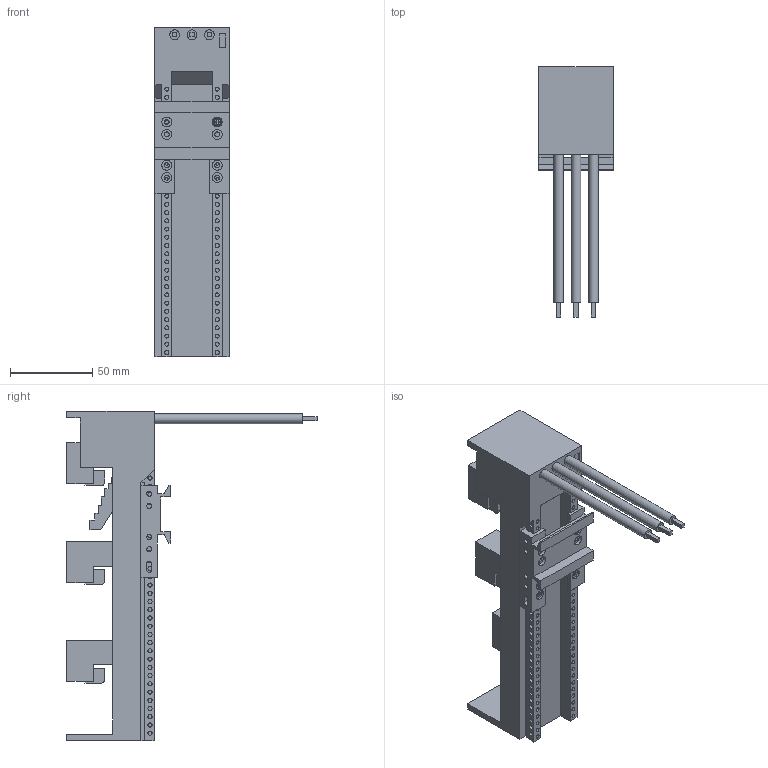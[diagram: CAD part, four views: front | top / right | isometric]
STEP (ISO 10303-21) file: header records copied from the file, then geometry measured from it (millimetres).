
FILE_DESCRIPTION(/* description */ ('STEP AP214'),/* implementation_level */ '2;1');
FILE_NAME(/* name */ '32655',/* time_stamp */ '2023-10-11T11:57:54+02:00',/* author */ ('License CC BY-ND 4.0'),/* organization */ ('CADENAS'),/* preprocessor_version */ 'ST-DEVELOPER v19.3',/* originating_system */ 'PARTsolutions',/* authorisation */ ' ');
FILE_SCHEMA (('AUTOMOTIVE_DESIGN {1 0 10303 214 3 1 1}'));
Length unit declared in the file: millimetre
Products named in the file (5): 32655; 80034CrossBoardScrew; 79350ACrossBoardAdapter; AWG10999; Basis45x200
Assembly tree (6 placements, depth 2):
  32655
    80034CrossBoardScrew
    79350ACrossBoardAdapter
    AWG10999  x3
    Basis45x200
Bounding box: 45 x 152 x 200 mm (x, y, z)
Volume: 261124.5 mm3; surface area: 68528.7 mm2
Topology: 6 solids, 6 shells, 475 faces, 1138 edges, 756 vertices
Faces by surface type: plane 302, cylinder 170, sphere 2, torus 1
Full cylindrical faces by diameter (mm): 2.4 x66, 2.5 x65, 3 x16, 5 x1, 6 x11
Entity records: 15536 total; most frequent: CARTESIAN_POINT 2678, DIRECTION 2087, ORIENTED_EDGE 1762, EDGE_CURVE 881, EDGE_LOOP 860, FACE_BOUND 860, AXIS2_PLACEMENT_3D 812, VERTEX_POINT 667
